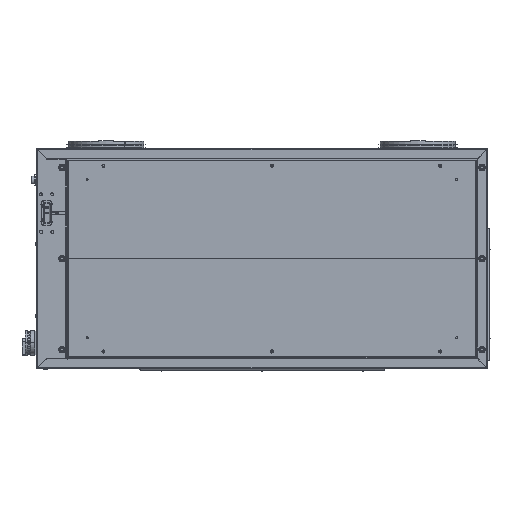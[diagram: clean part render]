
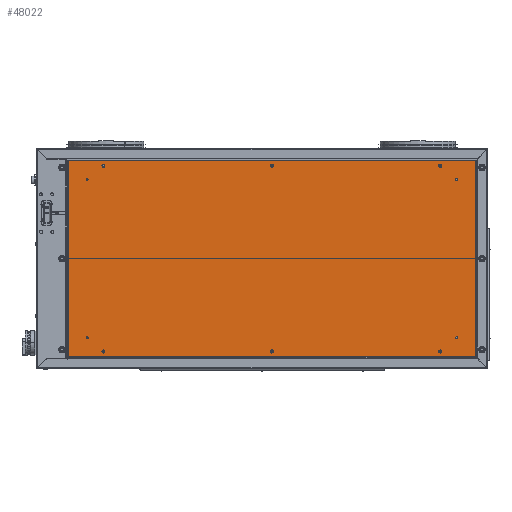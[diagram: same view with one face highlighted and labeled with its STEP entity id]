
A CAD part, top view. The second image highlights one B-rep face of the part: STEP entity #48022.
In plain terms, the highlighted planar face has unit normal (0, 0, 1).
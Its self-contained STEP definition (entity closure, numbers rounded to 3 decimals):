
#47578=DIRECTION('',(0.,1.,0.));
#47579=VECTOR('',#47578,522.);
#47580=CARTESIAN_POINT('',(-542.25,-261.,27.));
#47581=LINE('',#47580,#47579);
#47585=CARTESIAN_POINT('',(-542.25,-261.,27.));
#47603=DIRECTION('',(1.,0.,0.));
#47604=VECTOR('',#47603,1084.5);
#47605=CARTESIAN_POINT('',(-542.25,261.,27.));
#47606=LINE('',#47605,#47604);
#47610=CARTESIAN_POINT('',(492.25,211.,27.));
#47611=DIRECTION('',(0.,0.,1.));
#47612=DIRECTION('',(-1.,0.,0.));
#47613=AXIS2_PLACEMENT_3D('',#47610,#47611,#47612);
#47618=CARTESIAN_POINT('',(492.25,211.,27.));
#47619=DIRECTION('',(0.,0.,1.));
#47620=DIRECTION('',(1.,0.,0.));
#47621=AXIS2_PLACEMENT_3D('',#47618,#47619,#47620);
#47626=CARTESIAN_POINT('',(492.25,-211.,27.));
#47627=DIRECTION('',(0.,0.,1.));
#47628=DIRECTION('',(-1.,0.,0.));
#47629=AXIS2_PLACEMENT_3D('',#47626,#47627,#47628);
#47634=CARTESIAN_POINT('',(492.25,-211.,27.));
#47635=DIRECTION('',(0.,0.,1.));
#47636=DIRECTION('',(1.,0.,0.));
#47637=AXIS2_PLACEMENT_3D('',#47634,#47635,#47636);
#47642=CARTESIAN_POINT('',(-492.25,-211.,27.));
#47643=DIRECTION('',(0.,0.,1.));
#47644=DIRECTION('',(-1.,0.,0.));
#47645=AXIS2_PLACEMENT_3D('',#47642,#47643,#47644);
#47650=CARTESIAN_POINT('',(-492.25,-211.,27.));
#47651=DIRECTION('',(0.,0.,1.));
#47652=DIRECTION('',(1.,0.,0.));
#47653=AXIS2_PLACEMENT_3D('',#47650,#47651,#47652);
#47658=CARTESIAN_POINT('',(-492.25,211.,27.));
#47659=DIRECTION('',(0.,0.,1.));
#47660=DIRECTION('',(-1.,0.,0.));
#47661=AXIS2_PLACEMENT_3D('',#47658,#47659,#47660);
#47666=CARTESIAN_POINT('',(-492.25,211.,27.));
#47667=DIRECTION('',(0.,0.,1.));
#47668=DIRECTION('',(1.,0.,0.));
#47669=AXIS2_PLACEMENT_3D('',#47666,#47667,#47668);
#47674=CARTESIAN_POINT('',(0.,247.5,27.));
#47675=DIRECTION('',(0.,0.,1.));
#47676=DIRECTION('',(-1.,0.,0.));
#47677=AXIS2_PLACEMENT_3D('',#47674,#47675,#47676);
#47682=CARTESIAN_POINT('',(0.,247.5,27.));
#47683=DIRECTION('',(0.,0.,1.));
#47684=DIRECTION('',(1.,0.,0.));
#47685=AXIS2_PLACEMENT_3D('',#47682,#47683,#47684);
#47690=CARTESIAN_POINT('',(0.,-247.5,27.));
#47691=DIRECTION('',(0.,0.,1.));
#47692=DIRECTION('',(-1.,0.,0.));
#47693=AXIS2_PLACEMENT_3D('',#47690,#47691,#47692);
#47698=CARTESIAN_POINT('',(0.,-247.5,27.));
#47699=DIRECTION('',(0.,0.,1.));
#47700=DIRECTION('',(1.,0.,0.));
#47701=AXIS2_PLACEMENT_3D('',#47698,#47699,#47700);
#47706=CARTESIAN_POINT('',(448.75,-247.5,27.));
#47707=DIRECTION('',(0.,0.,1.));
#47708=DIRECTION('',(-1.,0.,0.));
#47709=AXIS2_PLACEMENT_3D('',#47706,#47707,#47708);
#47714=CARTESIAN_POINT('',(448.75,-247.5,27.));
#47715=DIRECTION('',(0.,0.,1.));
#47716=DIRECTION('',(1.,0.,0.));
#47717=AXIS2_PLACEMENT_3D('',#47714,#47715,#47716);
#47722=CARTESIAN_POINT('',(448.75,247.5,27.));
#47723=DIRECTION('',(0.,0.,1.));
#47724=DIRECTION('',(-1.,0.,0.));
#47725=AXIS2_PLACEMENT_3D('',#47722,#47723,#47724);
#47730=CARTESIAN_POINT('',(448.75,247.5,27.));
#47731=DIRECTION('',(0.,0.,1.));
#47732=DIRECTION('',(1.,0.,0.));
#47733=AXIS2_PLACEMENT_3D('',#47730,#47731,#47732);
#47738=CARTESIAN_POINT('',(-448.75,247.5,27.));
#47739=DIRECTION('',(0.,0.,1.));
#47740=DIRECTION('',(-1.,0.,0.));
#47741=AXIS2_PLACEMENT_3D('',#47738,#47739,#47740);
#47746=CARTESIAN_POINT('',(-448.75,247.5,27.));
#47747=DIRECTION('',(0.,0.,1.));
#47748=DIRECTION('',(1.,0.,0.));
#47749=AXIS2_PLACEMENT_3D('',#47746,#47747,#47748);
#47754=CARTESIAN_POINT('',(-448.75,-247.5,27.));
#47755=DIRECTION('',(0.,0.,1.));
#47756=DIRECTION('',(-1.,0.,0.));
#47757=AXIS2_PLACEMENT_3D('',#47754,#47755,#47756);
#47762=CARTESIAN_POINT('',(-448.75,-247.5,27.));
#47763=DIRECTION('',(0.,0.,1.));
#47764=DIRECTION('',(1.,0.,0.));
#47765=AXIS2_PLACEMENT_3D('',#47762,#47763,#47764);
#47795=DIRECTION('',(0.,-1.,0.));
#47796=VECTOR('',#47795,522.);
#47797=CARTESIAN_POINT('',(542.25,261.,27.));
#47798=LINE('',#47797,#47796);
#47802=CARTESIAN_POINT('',(542.25,261.,27.));
#47844=DIRECTION('',(-1.,0.,0.));
#47845=VECTOR('',#47844,1084.5);
#47846=CARTESIAN_POINT('',(542.25,-261.,27.));
#47847=LINE('',#47846,#47845);
#47851=CARTESIAN_POINT('',(542.25,-261.,27.));
#47872=VERTEX_POINT('',#47585);
#47873=CARTESIAN_POINT('',(-542.25,261.,27.));
#47874=VERTEX_POINT('',#47873);
#47879=VERTEX_POINT('',#47851);
#47884=VERTEX_POINT('',#47802);
#47885=CARTESIAN_POINT('',(489.65,211.,27.));
#47886=CARTESIAN_POINT('',(494.85,211.,27.));
#47887=VERTEX_POINT('',#47885);
#47888=VERTEX_POINT('',#47886);
#47889=CARTESIAN_POINT('',(489.65,-211.,27.));
#47890=CARTESIAN_POINT('',(494.85,-211.,27.));
#47891=VERTEX_POINT('',#47889);
#47892=VERTEX_POINT('',#47890);
#47893=CARTESIAN_POINT('',(-494.85,-211.,27.));
#47894=CARTESIAN_POINT('',(-489.65,-211.,27.));
#47895=VERTEX_POINT('',#47893);
#47896=VERTEX_POINT('',#47894);
#47897=CARTESIAN_POINT('',(-494.85,211.,27.));
#47898=CARTESIAN_POINT('',(-489.65,211.,27.));
#47899=VERTEX_POINT('',#47897);
#47900=VERTEX_POINT('',#47898);
#47901=CARTESIAN_POINT('',(-2.75,247.5,27.));
#47902=CARTESIAN_POINT('',(2.75,247.5,27.));
#47903=VERTEX_POINT('',#47901);
#47904=VERTEX_POINT('',#47902);
#47905=CARTESIAN_POINT('',(-2.75,-247.5,27.));
#47906=CARTESIAN_POINT('',(2.75,-247.5,27.));
#47907=VERTEX_POINT('',#47905);
#47908=VERTEX_POINT('',#47906);
#47909=CARTESIAN_POINT('',(446.,-247.5,27.));
#47910=CARTESIAN_POINT('',(451.5,-247.5,27.));
#47911=VERTEX_POINT('',#47909);
#47912=VERTEX_POINT('',#47910);
#47913=CARTESIAN_POINT('',(446.,247.5,27.));
#47914=CARTESIAN_POINT('',(451.5,247.5,27.));
#47915=VERTEX_POINT('',#47913);
#47916=VERTEX_POINT('',#47914);
#47917=CARTESIAN_POINT('',(-451.5,247.5,27.));
#47918=CARTESIAN_POINT('',(-446.,247.5,27.));
#47919=VERTEX_POINT('',#47917);
#47920=VERTEX_POINT('',#47918);
#47921=CARTESIAN_POINT('',(-451.5,-247.5,27.));
#47922=CARTESIAN_POINT('',(-446.,-247.5,27.));
#47923=VERTEX_POINT('',#47921);
#47924=VERTEX_POINT('',#47922);
#47948=CARTESIAN_POINT('',(0.,0.,27.));
#47949=DIRECTION('',(0.,0.,1.));
#47950=DIRECTION('',(1.,0.,0.));
#47951=AXIS2_PLACEMENT_3D('',#47948,#47949,#47950);
#47952=PLANE('',#47951);
#47953=ORIENTED_EDGE('',*,*,#47934,.T.);
#47955=ORIENTED_EDGE('',*,*,#47954,.T.);
#47957=ORIENTED_EDGE('',*,*,#47956,.T.);
#47959=ORIENTED_EDGE('',*,*,#47958,.T.);
#47960=EDGE_LOOP('',(#47953,#47955,#47957,#47959));
#47961=FACE_OUTER_BOUND('',#47960,.F.);
#47963=ORIENTED_EDGE('',*,*,#47962,.T.);
#47965=ORIENTED_EDGE('',*,*,#47964,.T.);
#47966=EDGE_LOOP('',(#47963,#47965));
#47967=FACE_BOUND('',#47966,.F.);
#47969=ORIENTED_EDGE('',*,*,#47968,.T.);
#47971=ORIENTED_EDGE('',*,*,#47970,.T.);
#47972=EDGE_LOOP('',(#47969,#47971));
#47973=FACE_BOUND('',#47972,.F.);
#47975=ORIENTED_EDGE('',*,*,#47974,.T.);
#47977=ORIENTED_EDGE('',*,*,#47976,.T.);
#47978=EDGE_LOOP('',(#47975,#47977));
#47979=FACE_BOUND('',#47978,.F.);
#47981=ORIENTED_EDGE('',*,*,#47980,.T.);
#47983=ORIENTED_EDGE('',*,*,#47982,.T.);
#47984=EDGE_LOOP('',(#47981,#47983));
#47985=FACE_BOUND('',#47984,.F.);
#47987=ORIENTED_EDGE('',*,*,#47986,.T.);
#47989=ORIENTED_EDGE('',*,*,#47988,.T.);
#47990=EDGE_LOOP('',(#47987,#47989));
#47991=FACE_BOUND('',#47990,.F.);
#47993=ORIENTED_EDGE('',*,*,#47992,.T.);
#47995=ORIENTED_EDGE('',*,*,#47994,.T.);
#47996=EDGE_LOOP('',(#47993,#47995));
#47997=FACE_BOUND('',#47996,.F.);
#47999=ORIENTED_EDGE('',*,*,#47998,.T.);
#48001=ORIENTED_EDGE('',*,*,#48000,.T.);
#48002=EDGE_LOOP('',(#47999,#48001));
#48003=FACE_BOUND('',#48002,.F.);
#48005=ORIENTED_EDGE('',*,*,#48004,.T.);
#48007=ORIENTED_EDGE('',*,*,#48006,.T.);
#48008=EDGE_LOOP('',(#48005,#48007));
#48009=FACE_BOUND('',#48008,.F.);
#48011=ORIENTED_EDGE('',*,*,#48010,.T.);
#48013=ORIENTED_EDGE('',*,*,#48012,.T.);
#48014=EDGE_LOOP('',(#48011,#48013));
#48015=FACE_BOUND('',#48014,.F.);
#48017=ORIENTED_EDGE('',*,*,#48016,.T.);
#48019=ORIENTED_EDGE('',*,*,#48018,.T.);
#48020=EDGE_LOOP('',(#48017,#48019));
#48021=FACE_BOUND('',#48020,.F.);
#47614=CIRCLE('',#47613,2.6);
#47622=CIRCLE('',#47621,2.6);
#47630=CIRCLE('',#47629,2.6);
#47638=CIRCLE('',#47637,2.6);
#47646=CIRCLE('',#47645,2.6);
#47654=CIRCLE('',#47653,2.6);
#47662=CIRCLE('',#47661,2.6);
#47670=CIRCLE('',#47669,2.6);
#47678=CIRCLE('',#47677,2.75);
#47686=CIRCLE('',#47685,2.75);
#47694=CIRCLE('',#47693,2.75);
#47702=CIRCLE('',#47701,2.75);
#47710=CIRCLE('',#47709,2.75);
#47718=CIRCLE('',#47717,2.75);
#47726=CIRCLE('',#47725,2.75);
#47734=CIRCLE('',#47733,2.75);
#47742=CIRCLE('',#47741,2.75);
#47750=CIRCLE('',#47749,2.75);
#47758=CIRCLE('',#47757,2.75);
#47766=CIRCLE('',#47765,2.75);
#47934=EDGE_CURVE('',#47872,#47874,#47581,.T.);
#47954=EDGE_CURVE('',#47874,#47884,#47606,.T.);
#47956=EDGE_CURVE('',#47884,#47879,#47798,.T.);
#47958=EDGE_CURVE('',#47879,#47872,#47847,.T.);
#47962=EDGE_CURVE('',#47887,#47888,#47614,.T.);
#47964=EDGE_CURVE('',#47888,#47887,#47622,.T.);
#47968=EDGE_CURVE('',#47891,#47892,#47630,.T.);
#47970=EDGE_CURVE('',#47892,#47891,#47638,.T.);
#47974=EDGE_CURVE('',#47895,#47896,#47646,.T.);
#47976=EDGE_CURVE('',#47896,#47895,#47654,.T.);
#47980=EDGE_CURVE('',#47899,#47900,#47662,.T.);
#47982=EDGE_CURVE('',#47900,#47899,#47670,.T.);
#47986=EDGE_CURVE('',#47903,#47904,#47678,.T.);
#47988=EDGE_CURVE('',#47904,#47903,#47686,.T.);
#47992=EDGE_CURVE('',#47907,#47908,#47694,.T.);
#47994=EDGE_CURVE('',#47908,#47907,#47702,.T.);
#47998=EDGE_CURVE('',#47911,#47912,#47710,.T.);
#48000=EDGE_CURVE('',#47912,#47911,#47718,.T.);
#48004=EDGE_CURVE('',#47915,#47916,#47726,.T.);
#48006=EDGE_CURVE('',#47916,#47915,#47734,.T.);
#48010=EDGE_CURVE('',#47919,#47920,#47742,.T.);
#48012=EDGE_CURVE('',#47920,#47919,#47750,.T.);
#48016=EDGE_CURVE('',#47923,#47924,#47758,.T.);
#48018=EDGE_CURVE('',#47924,#47923,#47766,.T.);
#48022=ADVANCED_FACE('',(#47961,#47967,#47973,#47979,#47985,#47991,#47997,
#48003,#48009,#48015,#48021),#47952,.T.);
